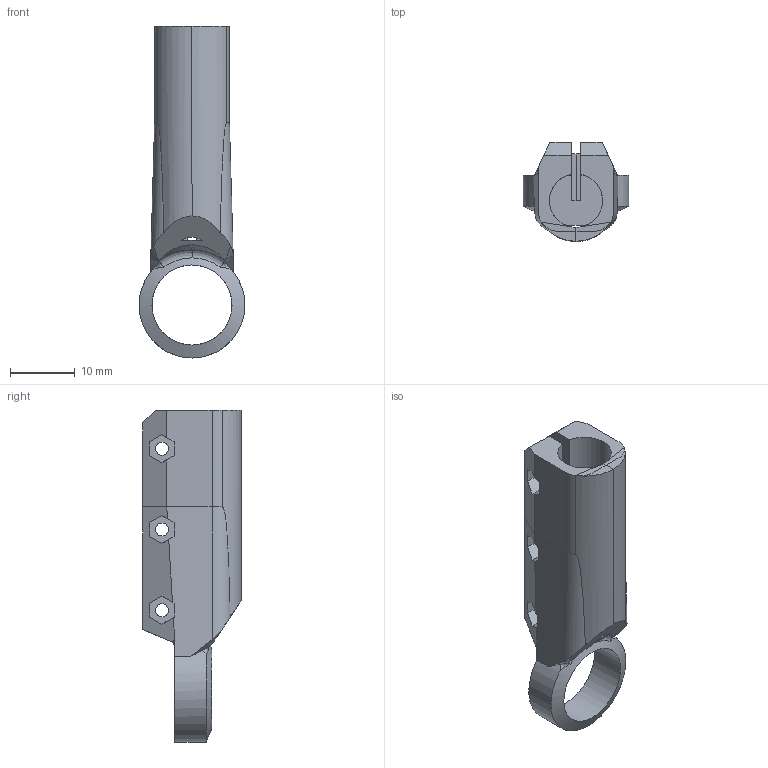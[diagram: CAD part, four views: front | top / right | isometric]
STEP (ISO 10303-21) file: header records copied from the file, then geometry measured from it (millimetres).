
FILE_DESCRIPTION(('FreeCAD Model'),'2;1');
FILE_NAME('Open CASCADE Shape Model','2024-03-15T15:50:15',(''),(''), 'Open CASCADE STEP processor 7.7','FreeCAD','Unknown');
FILE_SCHEMA(('AUTOMOTIVE_DESIGN { 1 0 10303 214 1 1 1 1 }'));
Length unit declared in the file: millimetre
Products named in the file (1): endcup
Bounding box: 16.4 x 15.3 x 51.4 mm (x, y, z)
Volume: 3792.8 mm3; surface area: 3839.7 mm2
Topology: 1 solids, 1 shells, 112 faces, 304 edges, 189 vertices
Faces by surface type: plane 66, cylinder 28, bspline 13, cone 3, extrusion 2
Full cylindrical faces by diameter (mm): 2 x6, 4 x3, 12.4 x1
Entity records: 11021 total; most frequent: CARTESIAN_POINT 5180, DIRECTION 1024, VECTOR 618, LINE 616, ORIENTED_EDGE 604, PCURVE 604, DEFINITIONAL_REPRESENTATION 604, EDGE_CURVE 302
